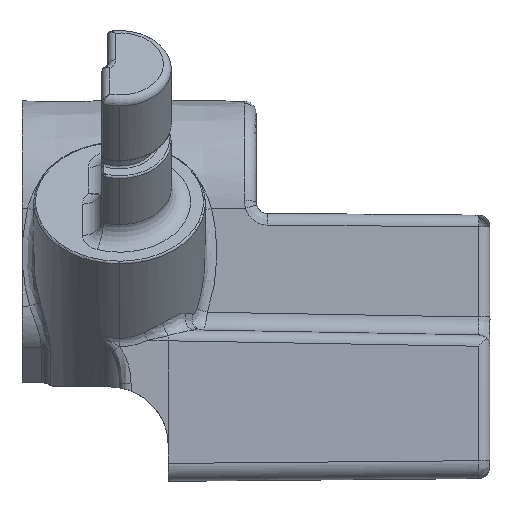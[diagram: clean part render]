
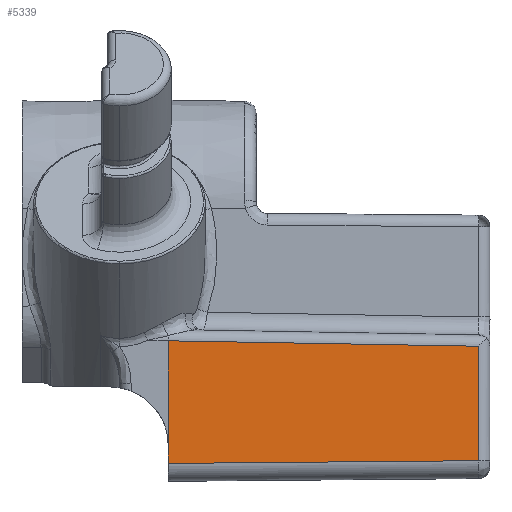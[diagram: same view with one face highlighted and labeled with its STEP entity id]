
A CAD part, left-side view. The second image highlights one B-rep face of the part: STEP entity #5339.
In plain terms, the highlighted planar face has unit normal (-1, -0.009, 0).
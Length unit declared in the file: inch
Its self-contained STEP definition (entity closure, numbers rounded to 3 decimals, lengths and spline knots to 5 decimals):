
#48 = B_SPLINE_CURVE_WITH_KNOTS ( 'NONE', 3,
 ( #5609, #1812, #15711, #3259 ),
 .UNSPECIFIED., .F., .F.,
 ( 4, 4 ),
 ( 0., 1. ),
 .UNSPECIFIED. ) ;
#325 = CARTESIAN_POINT ( 'NONE',  ( -0.3915, -0.375, -0.60805 ) ) ;
#812 = ORIENTED_EDGE ( 'NONE', *, *, #3670, .T. ) ;
#1609 = CARTESIAN_POINT ( 'NONE',  ( -0.3915, -0.375, -0.33969 ) ) ;
#1812 = CARTESIAN_POINT ( 'NONE',  ( -0.38456, -1.17026, -0.54923 ) ) ;
#2027 = ORIENTED_EDGE ( 'NONE', *, *, #10339, .T. ) ;
#2716 = EDGE_LOOP ( 'NONE', ( #10059, #812, #9688, #2027, #12240 ) ) ;
#2741 = CARTESIAN_POINT ( 'NONE',  ( -0.3915, -0.375, -0.60805 ) ) ;
#2746 = CARTESIAN_POINT ( 'NONE',  ( -0.38919, -0.64009, -0.65169 ) ) ;
#3259 = CARTESIAN_POINT ( 'NONE',  ( -0.38456, -1.17026, -0.35356 ) ) ;
#3645 = PLANE ( 'NONE',  #8833 ) ;
#3670 = EDGE_CURVE ( 'NONE', #8819, #10517, #15159, .T. ) ;
#5169 = VERTEX_POINT ( 'NONE', #14839 ) ;
#5339 = ADVANCED_FACE ( 'NONE', ( #15707 ), #3645, .T. ) ;
#5477 = CARTESIAN_POINT ( 'NONE',  ( -0.3915, -0.375, -0.60805 ) ) ;
#5609 = CARTESIAN_POINT ( 'NONE',  ( -0.38456, -1.17026, -0.64706 ) ) ;
#5805 = CARTESIAN_POINT ( 'NONE',  ( -0.38456, -1.17026, -0.64706 ) ) ;
#6058 = EDGE_CURVE ( 'NONE', #5169, #8819, #14860, .T. ) ;
#6445 = CARTESIAN_POINT ( 'NONE',  ( -0.3915, -0.375, -0.654 ) ) ;
#6495 = CARTESIAN_POINT ( 'NONE',  ( -0.3915, -0.375, -0.654 ) ) ;
#6712 = CARTESIAN_POINT ( 'NONE',  ( -0.3915, -0.375, -0.5186 ) ) ;
#6816 = CARTESIAN_POINT ( 'NONE',  ( -0.38456, -1.17026, -0.35356 ) ) ;
#7238 = EDGE_CURVE ( 'NONE', #16247, #10517, #10691, .T. ) ;
#7429 = B_SPLINE_CURVE_WITH_KNOTS ( 'NONE', 3,
 ( #1609, #7845, #14229, #10418 ),
 .UNSPECIFIED., .F., .F.,
 ( 4, 4 ),
 ( 0., 1. ),
 .UNSPECIFIED. ) ;
#7845 = CARTESIAN_POINT ( 'NONE',  ( -0.38919, -0.64009, -0.34431 ) ) ;
#8819 = VERTEX_POINT ( 'NONE', #5477 ) ;
#8827 = DIRECTION ( 'NONE',  ( -1., -0.009, 0. ) ) ;
#8833 = AXIS2_PLACEMENT_3D ( 'NONE', #12432, #8827, #10030 ) ;
#8896 = CARTESIAN_POINT ( 'NONE',  ( -0.3915, -0.375, -0.62337 ) ) ;
#9160 = CARTESIAN_POINT ( 'NONE',  ( -0.38687, -0.90517, -0.64937 ) ) ;
#9688 = ORIENTED_EDGE ( 'NONE', *, *, #7238, .F. ) ;
#10030 = DIRECTION ( 'NONE',  ( -0.009, 1., 0. ) ) ;
#10059 = ORIENTED_EDGE ( 'NONE', *, *, #6058, .T. ) ;
#10339 = EDGE_CURVE ( 'NONE', #16247, #14429, #48, .T. ) ;
#10418 = CARTESIAN_POINT ( 'NONE',  ( -0.38456, -1.17026, -0.35356 ) ) ;
#10517 = VERTEX_POINT ( 'NONE', #16080 ) ;
#10691 = B_SPLINE_CURVE_WITH_KNOTS ( 'NONE', 3,
 ( #12769, #9160, #2746, #6445 ),
 .UNSPECIFIED., .F., .F.,
 ( 4, 4 ),
 ( 0., 1. ),
 .UNSPECIFIED. ) ;
#11670 = CARTESIAN_POINT ( 'NONE',  ( -0.3915, -0.375, -0.42914 ) ) ;
#12240 = ORIENTED_EDGE ( 'NONE', *, *, #15305, .F. ) ;
#12432 = CARTESIAN_POINT ( 'NONE',  ( -0.3915, -0.375, -0.7 ) ) ;
#12769 = CARTESIAN_POINT ( 'NONE',  ( -0.38456, -1.17026, -0.64706 ) ) ;
#12817 = CARTESIAN_POINT ( 'NONE',  ( -0.3915, -0.375, -0.63868 ) ) ;
#12869 = CARTESIAN_POINT ( 'NONE',  ( -0.3915, -0.375, -0.33969 ) ) ;
#14229 = CARTESIAN_POINT ( 'NONE',  ( -0.38687, -0.90517, -0.34894 ) ) ;
#14429 = VERTEX_POINT ( 'NONE', #6816 ) ;
#14839 = CARTESIAN_POINT ( 'NONE',  ( -0.3915, -0.375, -0.33969 ) ) ;
#14860 = B_SPLINE_CURVE_WITH_KNOTS ( 'NONE', 3,
 ( #12869, #11670, #6712, #325 ),
 .UNSPECIFIED., .F., .F.,
 ( 4, 4 ),
 ( 0., 1. ),
 .UNSPECIFIED. ) ;
#15159 = B_SPLINE_CURVE_WITH_KNOTS ( 'NONE', 3,
 ( #2741, #8896, #12817, #6495 ),
 .UNSPECIFIED., .F., .F.,
 ( 4, 4 ),
 ( 0., 1. ),
 .UNSPECIFIED. ) ;
#15305 = EDGE_CURVE ( 'NONE', #5169, #14429, #7429, .T. ) ;
#15707 = FACE_OUTER_BOUND ( 'NONE', #2716, .T. ) ;
#15711 = CARTESIAN_POINT ( 'NONE',  ( -0.38456, -1.17026, -0.4514 ) ) ;
#16080 = CARTESIAN_POINT ( 'NONE',  ( -0.3915, -0.375, -0.654 ) ) ;
#16247 = VERTEX_POINT ( 'NONE', #5805 ) ;
